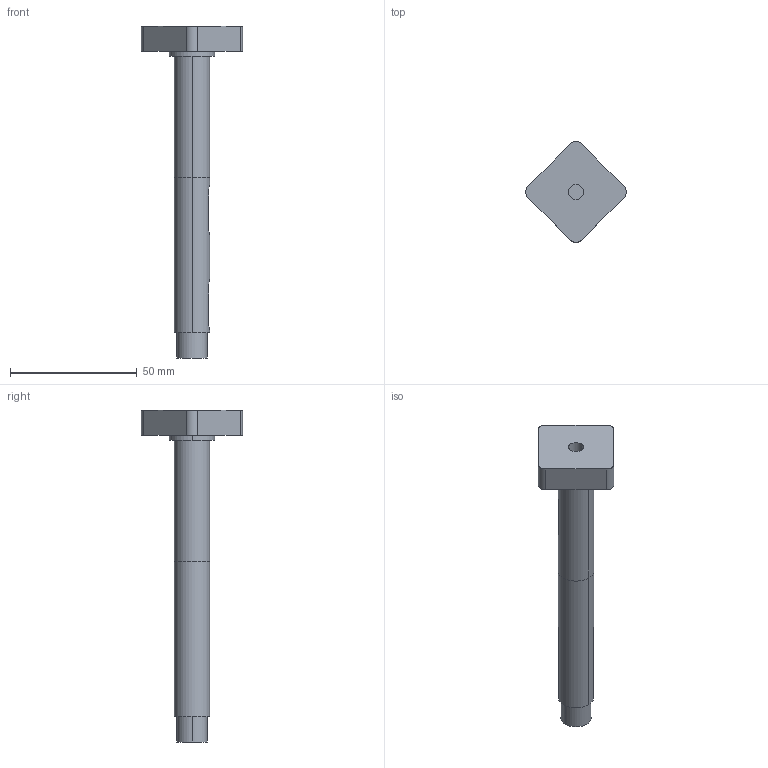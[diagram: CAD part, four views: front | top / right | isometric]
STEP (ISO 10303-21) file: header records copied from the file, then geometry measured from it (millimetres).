
FILE_DESCRIPTION(/* description */ (''),/* implementation_level */ '2;1');
FILE_NAME(/* name */ 'Axe Spindle 4A',/* time_stamp */ '2024-09-16T12:12:49+02:00',/* author */ (''),/* organization */ (''),/* preprocessor_version */ 'ST-DEVELOPER v19.2',/* originating_system */ 'Rhino 8.10',/* authorisation */ '');
FILE_SCHEMA (('AP242_MANAGED_MODEL_BASED_3D_ENGINEERING_MIM_LF { 1 0 10303 442 3 1 4 }'));
Length unit declared in the file: millimetre
Products named in the file (1): Document
Bounding box: 39.94 x 39.94 x 131.17 mm (x, y, z)
Surface area: 8682.8 mm2 (no closed solid volume)
Topology: 0 solids, 33 shells, 37 faces, 150 edges, 142 vertices
Faces by surface type: plane 15, cylinder 12, bspline 10
Entity records: 2537 total; most frequent: CARTESIAN_POINT 1211, ORIENTED_EDGE 158, EDGE_CURVE 150, VERTEX_POINT 142, DIRECTION 103, B_SPLINE_CURVE_WITH_KNOTS 102, AXIS2_PLACEMENT_3D 65, EDGE_LOOP 44
